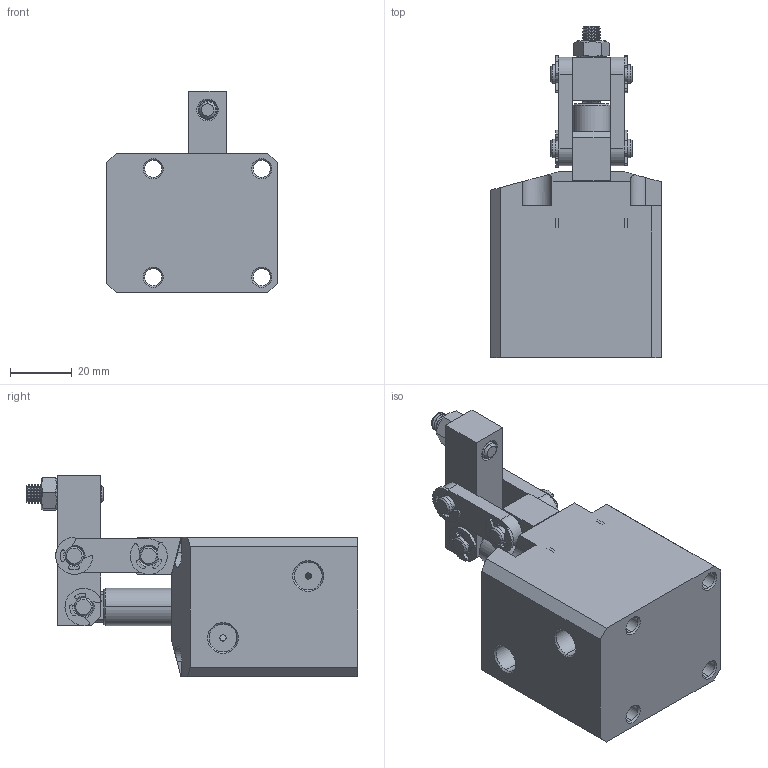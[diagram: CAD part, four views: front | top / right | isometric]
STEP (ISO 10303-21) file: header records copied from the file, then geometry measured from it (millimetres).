
FILE_DESCRIPTION (( 'STEP AP203' ), '1' );
FILE_NAME ('CBLU-25R話裝蚐揤詰.STEP', '2019-04-13T06:25:41', ( '' ), ( '' ), 'SwSTEP 2.0', 'SolidWorks 2017', '' );
FILE_SCHEMA (( 'CONFIG_CONTROL_DESIGN' ));
Length unit declared in the file: millimetre
Products named in the file (10): e rings gb_GB_CONNECTING_PIECE_RINGS_HR 6; socket set screw flat point_iso2_ISO 4026 - M6 x 4-S; CR掛极_1_1; 酗种粣; 活塞杆_4_1; 蟀裝; 傻种粣; 揤旋; CBLU-25R話裝蚐揤詰; hex nuts, style 1-grades ab gb_GB_FASTENER_NUT_SNAB1 M6-N
Assembly tree (19 placements, depth 2):
  CBLU-25R話裝蚐揤詰
    CR掛极_1_1
    活塞杆_4_1
    揤旋
    蟀裝  x2
    hex nuts, style 1-grades ab gb_GB_FASTENER_NUT_SNAB1 M6-N
    e rings gb_GB_CONNECTING_PIECE_RINGS_HR 6  x9
    酗种粣  x2
    傻种粣
    socket set screw flat point_iso2_ISO 4026 - M6 x 4-S
Bounding box: 55 x 107 x 65 mm (x, y, z)
Volume: 140380.6 mm3; surface area: 39349.5 mm2
Topology: 21 solids, 21 shells, 695 faces, 1708 edges, 1074 vertices
Faces by surface type: cylinder 332, cone 180, plane 178, bspline 5
Entity records: 18196 total; most frequent: CARTESIAN_POINT 6118, DIRECTION 2363, ORIENTED_EDGE 2194, EDGE_CURVE 1097, AXIS2_PLACEMENT_3D 916, VERTEX_POINT 670, VECTOR 531, LINE 531
